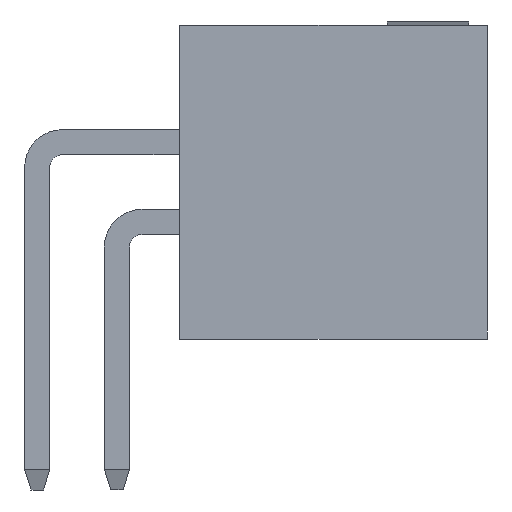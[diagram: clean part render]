
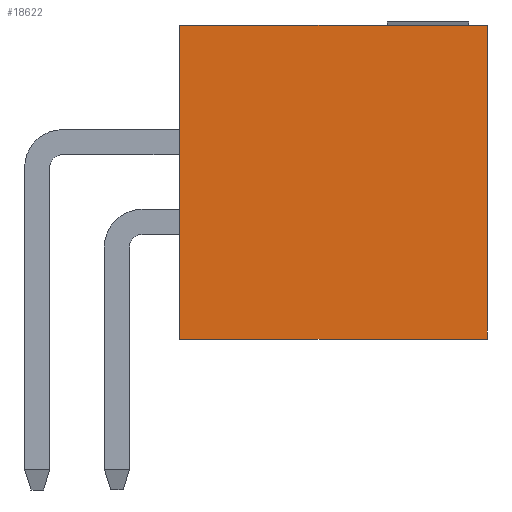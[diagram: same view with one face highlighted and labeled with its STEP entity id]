
A CAD part, front view. The second image highlights one B-rep face of the part: STEP entity #18622.
In plain terms, the highlighted face is planar.
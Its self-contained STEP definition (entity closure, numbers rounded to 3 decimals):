
#875=ORIENTED_EDGE('',*,*,#4487,.F.);
#876=ORIENTED_EDGE('',*,*,#4488,.F.);
#877=ORIENTED_EDGE('',*,*,#4489,.T.);
#878=ORIENTED_EDGE('',*,*,#4490,.T.);
#4487=EDGE_CURVE('',#6284,#6285,#7603,.T.);
#4488=EDGE_CURVE('',#6286,#6284,#7604,.T.);
#4489=EDGE_CURVE('',#6286,#6287,#7605,.T.);
#4490=EDGE_CURVE('',#6287,#6285,#7606,.T.);
#6284=VERTEX_POINT('',#24620);
#6285=VERTEX_POINT('',#24621);
#6286=VERTEX_POINT('',#24623);
#6287=VERTEX_POINT('',#24625);
#7603=LINE('',#24619,#9435);
#7604=LINE('',#24622,#9436);
#7605=LINE('',#24624,#9437);
#7606=LINE('',#24626,#9438);
#9435=VECTOR('',#20871,1000.);
#9436=VECTOR('',#20872,1000.);
#9437=VECTOR('',#20873,1000.);
#9438=VECTOR('',#20874,1000.);
#10948=EDGE_LOOP('',(#875,#876,#877,#878));
#11740=FACE_BOUND('',#10948,.T.);
#12532=PLANE('',#19396);
#18622=ADVANCED_FACE('',(#11740),#12532,.T.);
#19396=AXIS2_PLACEMENT_3D('',#24618,#20869,#20870);
#20869=DIRECTION('',(1.,0.,0.));
#20870=DIRECTION('',(0.,0.,-1.));
#20871=DIRECTION('',(0.,0.,-1.));
#20872=DIRECTION('',(0.,1.,0.));
#20873=DIRECTION('',(0.,0.,-1.));
#20874=DIRECTION('',(0.,1.,0.));
#24618=CARTESIAN_POINT('',(10.795,-2.5,2.45));
#24619=CARTESIAN_POINT('',(10.795,2.5,2.45));
#24620=CARTESIAN_POINT('',(10.795,2.5,2.45));
#24621=CARTESIAN_POINT('',(10.795,2.5,-2.45));
#24622=CARTESIAN_POINT('',(10.795,-2.5,2.45));
#24623=CARTESIAN_POINT('',(10.795,-2.5,2.45));
#24624=CARTESIAN_POINT('',(10.795,-2.5,2.45));
#24625=CARTESIAN_POINT('',(10.795,-2.5,-2.45));
#24626=CARTESIAN_POINT('',(10.795,-2.5,-2.45));
